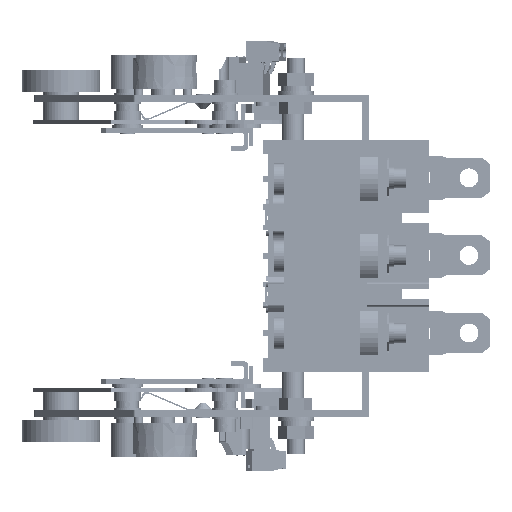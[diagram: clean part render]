
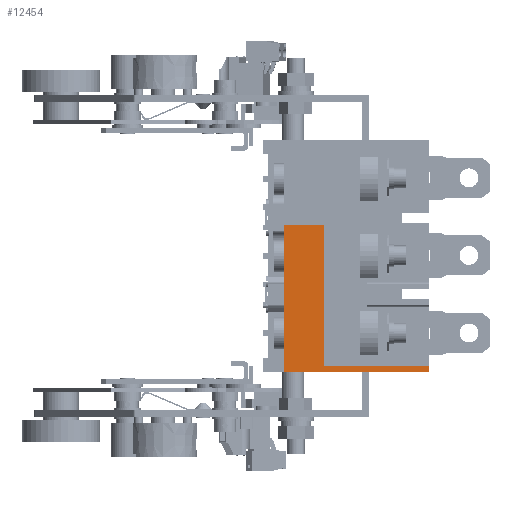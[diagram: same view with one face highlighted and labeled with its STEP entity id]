
A CAD part, left-side view. The second image highlights one B-rep face of the part: STEP entity #12454.
In plain terms, the highlighted face is planar.
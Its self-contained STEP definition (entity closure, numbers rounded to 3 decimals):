
#1122 = DIRECTION ( 'NONE',  ( 0., 0., -1. ) ) ;
#1835 = LINE ( 'NONE', #71330, #59208 ) ;
#2674 = CARTESIAN_POINT ( 'NONE',  ( 84.5, 0., -52.5 ) ) ;
#3231 = VERTEX_POINT ( 'NONE', #116572 ) ;
#12454 = ADVANCED_FACE ( 'NONE', ( #41293 ), #87114, .F. ) ;
#12760 = VECTOR ( 'NONE', #75278, 1000. ) ;
#14646 = DIRECTION ( 'NONE',  ( 0., 0., 1. ) ) ;
#21523 = CARTESIAN_POINT ( 'NONE',  ( 84.5, -29., -52.5 ) ) ;
#24280 = LINE ( 'NONE', #79053, #146073 ) ;
#25275 = ORIENTED_EDGE ( 'NONE', *, *, #25858, .F. ) ;
#25858 = EDGE_CURVE ( 'NONE', #3231, #94086, #115776, .T. ) ;
#26087 = CARTESIAN_POINT ( 'NONE',  ( 84.5, -11.25, 13.875 ) ) ;
#29370 = EDGE_CURVE ( 'NONE', #55979, #3231, #1835, .T. ) ;
#32348 = CARTESIAN_POINT ( 'NONE',  ( 84.5, 0., 49.5 ) ) ;
#33567 = EDGE_LOOP ( 'NONE', ( #136195, #109540, #97288, #25275, #96308, #37203 ) ) ;
#33997 = EDGE_CURVE ( 'NONE', #60527, #123897, #40528, .T. ) ;
#37203 = ORIENTED_EDGE ( 'NONE', *, *, #117294, .T. ) ;
#39066 = LINE ( 'NONE', #130713, #12760 ) ;
#39624 = CARTESIAN_POINT ( 'NONE',  ( 84.5, 0., -49.5 ) ) ;
#40528 = LINE ( 'NONE', #95994, #119015 ) ;
#41293 = FACE_OUTER_BOUND ( 'NONE', #33567, .T. ) ;
#53832 = DIRECTION ( 'NONE',  ( 0., -1., 0. ) ) ;
#55979 = VERTEX_POINT ( 'NONE', #82747 ) ;
#59208 = VECTOR ( 'NONE', #1122, 1000. ) ;
#60527 = VERTEX_POINT ( 'NONE', #26087 ) ;
#61428 = EDGE_CURVE ( 'NONE', #114405, #60527, #24280, .T. ) ;
#64954 = DIRECTION ( 'NONE',  ( 0., 0., 1. ) ) ;
#71330 = CARTESIAN_POINT ( 'NONE',  ( 84.5, 36.25, -49.5 ) ) ;
#75278 = DIRECTION ( 'NONE',  ( 0., 0., 1. ) ) ;
#75323 = DIRECTION ( 'NONE',  ( -1., 0., 0. ) ) ;
#79053 = CARTESIAN_POINT ( 'NONE',  ( 84.5, -11.25, -52.5 ) ) ;
#79098 = VECTOR ( 'NONE', #83986, 1000. ) ;
#82747 = CARTESIAN_POINT ( 'NONE',  ( 84.5, 36.25, -49.5 ) ) ;
#83986 = DIRECTION ( 'NONE',  ( 0., -1., 0. ) ) ;
#87114 = PLANE ( 'NONE',  #119470 ) ;
#94086 = VERTEX_POINT ( 'NONE', #21523 ) ;
#95994 = CARTESIAN_POINT ( 'NONE',  ( 84.5, -11.25, 13.875 ) ) ;
#96308 = ORIENTED_EDGE ( 'NONE', *, *, #29370, .F. ) ;
#97288 = ORIENTED_EDGE ( 'NONE', *, *, #99317, .F. ) ;
#99317 = EDGE_CURVE ( 'NONE', #94086, #123897, #39066, .T. ) ;
#109540 = ORIENTED_EDGE ( 'NONE', *, *, #33997, .T. ) ;
#114405 = VERTEX_POINT ( 'NONE', #118459 ) ;
#115776 = LINE ( 'NONE', #2674, #79098 ) ;
#116572 = CARTESIAN_POINT ( 'NONE',  ( 84.5, 36.25, -52.5 ) ) ;
#117294 = EDGE_CURVE ( 'NONE', #55979, #114405, #131993, .T. ) ;
#118459 = CARTESIAN_POINT ( 'NONE',  ( 84.5, -11.25, -49.5 ) ) ;
#119015 = VECTOR ( 'NONE', #53832, 1000. ) ;
#119470 = AXIS2_PLACEMENT_3D ( 'NONE', #32348, #75323, #64954 ) ;
#123897 = VERTEX_POINT ( 'NONE', #125420 ) ;
#125420 = CARTESIAN_POINT ( 'NONE',  ( 84.5, -29., 13.875 ) ) ;
#130713 = CARTESIAN_POINT ( 'NONE',  ( 84.5, -29., -52.5 ) ) ;
#131275 = DIRECTION ( 'NONE',  ( 0., -1., 0. ) ) ;
#131993 = LINE ( 'NONE', #39624, #139381 ) ;
#136195 = ORIENTED_EDGE ( 'NONE', *, *, #61428, .T. ) ;
#139381 = VECTOR ( 'NONE', #131275, 1000. ) ;
#146073 = VECTOR ( 'NONE', #14646, 1000. ) ;
